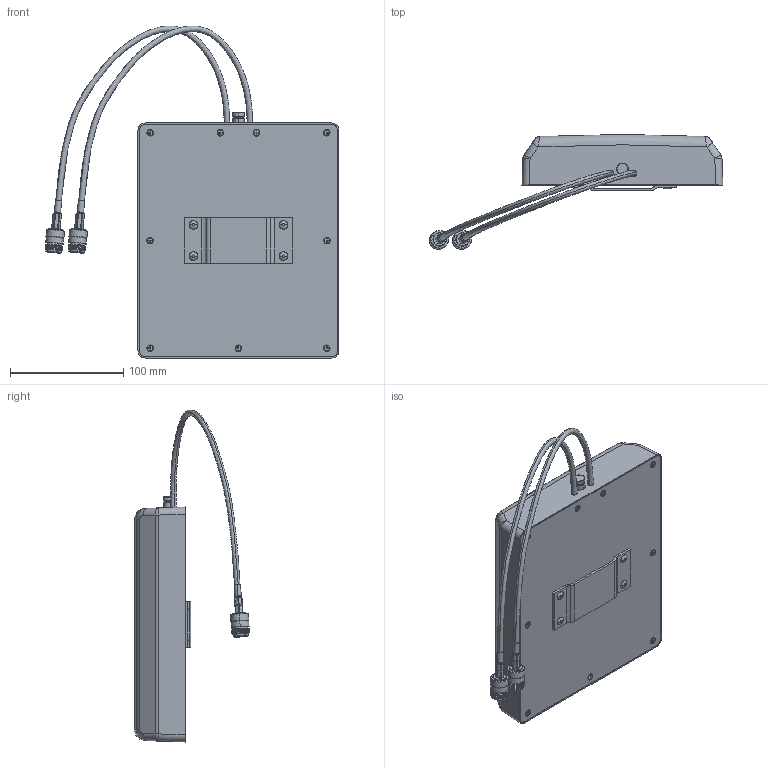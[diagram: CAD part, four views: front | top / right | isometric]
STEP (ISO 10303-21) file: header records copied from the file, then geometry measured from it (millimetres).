
FILE_DESCRIPTION (( 'STEP AP203' ), '1' );
FILE_NAME ('HG2458-8DS-NF.STEP', '2010-12-31T16:45:21', ( 'x' ), ( 'Microsoft' ), 'SwSTEP 2.0', 'SolidWorks 2010', '' );
FILE_SCHEMA (( 'CONFIG_CONTROL_DESIGN' ));
Length unit declared in the file: inch
Products named in the file (5): ANF-1508; HG2458-8DS-NF; HG2458-8DS-xx; HG2458-8DS-xx_Coax195; HG824-11LP-NF_HEATSHRINK
Assembly tree (7 placements, depth 2):
  HG2458-8DS-NF
    HG824-11LP-NF_HEATSHRINK  x2
    ANF-1508  x2
    HG2458-8DS-xx_Coax195  x2
    HG2458-8DS-xx
Bounding box: 259.99 x 101.62 x 293.77 mm (x, y, z)
Volume: 1578987.7 mm3; surface area: 123375.3 mm2
Topology: 7 solids, 7 shells, 681 faces, 1567 edges, 952 vertices
Faces by surface type: plane 227, cylinder 147, bspline 127, cone 108, torus 68, sphere 4
Entity records: 18782 total; most frequent: CARTESIAN_POINT 7089, DIRECTION 2293, ORIENTED_EDGE 2292, EDGE_CURVE 1146, AXIS2_PLACEMENT_3D 854, VERTEX_POINT 710, VECTOR 585, LINE 585
